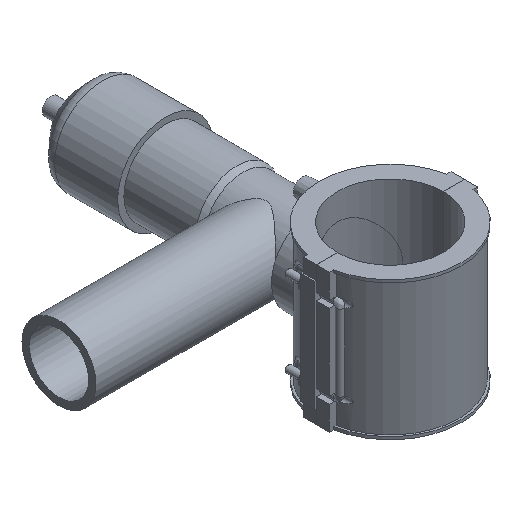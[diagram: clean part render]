
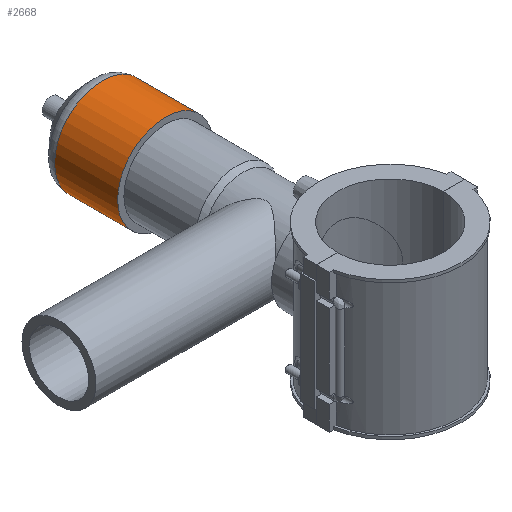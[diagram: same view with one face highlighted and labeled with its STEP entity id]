
A CAD part, isometric view. The second image highlights one B-rep face of the part: STEP entity #2668.
In plain terms, the highlighted cylindrical face has radius 40.667 mm (diameter 81.333 mm), a full revolution.
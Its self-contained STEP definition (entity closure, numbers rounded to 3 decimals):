
#78=FACE_BOUND('',#572,.T.);
#371=FACE_OUTER_BOUND('',#571,.T.);
#571=EDGE_LOOP('',(#2460));
#572=EDGE_LOOP('',(#2461));
#1125=CIRCLE('',#2904,40.667);
#1126=CIRCLE('',#2906,40.667);
#1374=VERTEX_POINT('',#5349);
#1375=VERTEX_POINT('',#5352);
#1735=EDGE_CURVE('',#1374,#1374,#1125,.T.);
#1736=EDGE_CURVE('',#1375,#1375,#1126,.T.);
#2460=ORIENTED_EDGE('',*,*,#1735,.T.);
#2461=ORIENTED_EDGE('',*,*,#1736,.F.);
#2514=CYLINDRICAL_SURFACE('',#2905,40.667);
#2668=ADVANCED_FACE('',(#371,#78),#2514,.T.);
#2904=AXIS2_PLACEMENT_3D('',#5350,#3604,#3605);
#2905=AXIS2_PLACEMENT_3D('',#5351,#3606,#3607);
#2906=AXIS2_PLACEMENT_3D('',#5353,#3608,#3609);
#3604=DIRECTION('center_axis',(0.,1.,0.));
#3605=DIRECTION('ref_axis',(1.,0.,0.));
#3606=DIRECTION('center_axis',(0.,1.,0.));
#3607=DIRECTION('ref_axis',(0.,0.,1.));
#3608=DIRECTION('center_axis',(0.,1.,0.));
#3609=DIRECTION('ref_axis',(1.,0.,0.));
#5349=CARTESIAN_POINT('',(0.,191.4,40.667));
#5350=CARTESIAN_POINT('Origin',(0.,191.4,0.));
#5351=CARTESIAN_POINT('Origin',(0.,218.24,0.));
#5352=CARTESIAN_POINT('',(0.,245.08,40.667));
#5353=CARTESIAN_POINT('Origin',(0.,245.08,0.));
